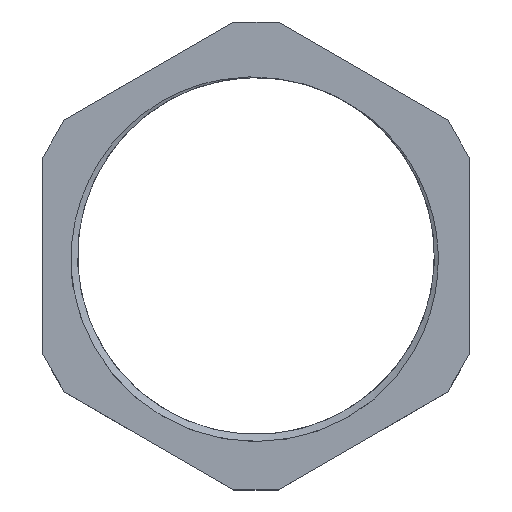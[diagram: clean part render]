
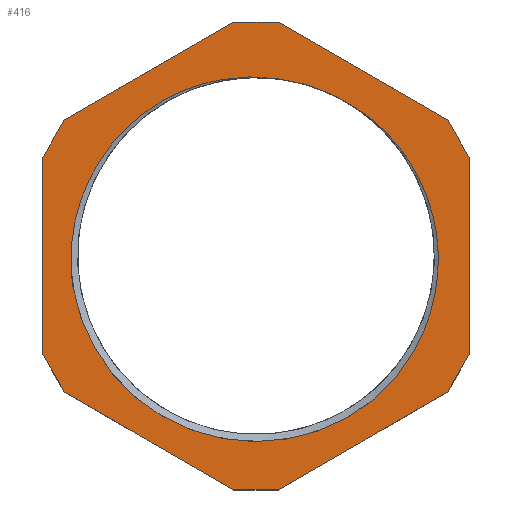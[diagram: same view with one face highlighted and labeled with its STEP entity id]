
A CAD part, top view. The second image highlights one B-rep face of the part: STEP entity #416.
In plain terms, the highlighted planar face has unit normal (0, 0, 1).
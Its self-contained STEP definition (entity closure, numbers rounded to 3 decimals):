
#16=FACE_BOUND('',#164,.T.);
#41=LINE('',#1277,#65);
#44=LINE('',#1291,#68);
#46=LINE('',#1299,#70);
#48=LINE('',#1311,#72);
#50=LINE('',#1319,#74);
#52=LINE('',#1331,#76);
#54=LINE('',#1339,#78);
#56=LINE('',#1352,#80);
#59=LINE('',#1365,#83);
#60=LINE('',#1372,#84);
#63=LINE('',#1385,#87);
#64=LINE('',#1390,#88);
#65=VECTOR('',#473,10.);
#68=VECTOR('',#478,10.);
#70=VECTOR('',#482,10.);
#72=VECTOR('',#486,10.);
#74=VECTOR('',#490,10.);
#76=VECTOR('',#494,10.);
#78=VECTOR('',#498,10.);
#80=VECTOR('',#502,10.);
#83=VECTOR('',#507,10.);
#84=VECTOR('',#510,10.);
#87=VECTOR('',#515,10.);
#88=VECTOR('',#518,10.);
#102=PLANE('',#456);
#104=CIRCLE('',#427,19.225);
#105=CIRCLE('',#429,19.986);
#138=FACE_OUTER_BOUND('',#163,.T.);
#163=EDGE_LOOP('',(#375,#376,#377,#378,#379,#380,#381,#382,#383,#384,#385,
#386));
#164=EDGE_LOOP('',(#387,#388,#389,#390));
#167=B_SPLINE_CURVE_WITH_KNOTS('',3,(#807,#808,#809,#810,#811,#812,#813,
#814,#815,#816,#817,#818,#819),.UNSPECIFIED.,.F.,.F.,(4,3,3,3,4),(-3.667,
-2.959,-1.983,-0.996,0.),.UNSPECIFIED.);
#172=B_SPLINE_CURVE_WITH_KNOTS('',3,(#1258,#1259,#1260,#1261,#1262,#1263,
#1264,#1265,#1266,#1267,#1268,#1269,#1270),.UNSPECIFIED.,.F.,.F.,(4,3,3,
3,4),(-3.665,-2.935,-1.947,-0.968,
0.),.UNSPECIFIED.);
#175=VERTEX_POINT('',#759);
#176=VERTEX_POINT('',#806);
#178=VERTEX_POINT('',#869);
#180=VERTEX_POINT('',#1127);
#181=VERTEX_POINT('',#1275);
#182=VERTEX_POINT('',#1276);
#186=VERTEX_POINT('',#1290);
#188=VERTEX_POINT('',#1298);
#191=VERTEX_POINT('',#1310);
#193=VERTEX_POINT('',#1318);
#196=VERTEX_POINT('',#1330);
#198=VERTEX_POINT('',#1338);
#201=VERTEX_POINT('',#1350);
#202=VERTEX_POINT('',#1351);
#206=VERTEX_POINT('',#1370);
#207=VERTEX_POINT('',#1371);
#213=EDGE_CURVE('',#175,#176,#167,.T.);
#217=EDGE_CURVE('',#178,#175,#104,.T.);
#220=EDGE_CURVE('',#180,#178,#172,.T.);
#221=EDGE_CURVE('',#180,#176,#105,.T.);
#223=EDGE_CURVE('',#181,#182,#41,.T.);
#228=EDGE_CURVE('',#182,#186,#44,.T.);
#231=EDGE_CURVE('',#186,#188,#46,.T.);
#235=EDGE_CURVE('',#188,#191,#48,.T.);
#238=EDGE_CURVE('',#191,#193,#50,.T.);
#242=EDGE_CURVE('',#193,#196,#52,.T.);
#245=EDGE_CURVE('',#196,#198,#54,.T.);
#249=EDGE_CURVE('',#201,#202,#56,.T.);
#254=EDGE_CURVE('',#202,#181,#59,.T.);
#256=EDGE_CURVE('',#206,#207,#60,.T.);
#261=EDGE_CURVE('',#198,#206,#63,.T.);
#263=EDGE_CURVE('',#207,#201,#64,.T.);
#375=ORIENTED_EDGE('',*,*,#261,.T.);
#376=ORIENTED_EDGE('',*,*,#256,.T.);
#377=ORIENTED_EDGE('',*,*,#263,.T.);
#378=ORIENTED_EDGE('',*,*,#249,.T.);
#379=ORIENTED_EDGE('',*,*,#254,.T.);
#380=ORIENTED_EDGE('',*,*,#223,.T.);
#381=ORIENTED_EDGE('',*,*,#228,.T.);
#382=ORIENTED_EDGE('',*,*,#231,.T.);
#383=ORIENTED_EDGE('',*,*,#235,.T.);
#384=ORIENTED_EDGE('',*,*,#238,.T.);
#385=ORIENTED_EDGE('',*,*,#242,.T.);
#386=ORIENTED_EDGE('',*,*,#245,.T.);
#387=ORIENTED_EDGE('',*,*,#221,.T.);
#388=ORIENTED_EDGE('',*,*,#213,.F.);
#389=ORIENTED_EDGE('',*,*,#217,.F.);
#390=ORIENTED_EDGE('',*,*,#220,.F.);
#416=ADVANCED_FACE('',(#138,#16),#102,.T.);
#427=AXIS2_PLACEMENT_3D('',#916,#463,#464);
#429=AXIS2_PLACEMENT_3D('',#1272,#467,#468);
#456=AXIS2_PLACEMENT_3D('',#1407,#545,#546);
#463=DIRECTION('center_axis',(0.,0.,1.));
#464=DIRECTION('ref_axis',(-1.,0.,0.));
#467=DIRECTION('center_axis',(0.,0.,-1.));
#468=DIRECTION('ref_axis',(-1.,0.,0.));
#473=DIRECTION('',(0.866,0.5,0.));
#478=DIRECTION('',(0.5,0.866,0.));
#482=DIRECTION('',(0.,1.,0.));
#486=DIRECTION('',(-0.5,0.866,0.));
#490=DIRECTION('',(-0.866,0.5,0.));
#494=DIRECTION('',(-1.,0.,0.));
#498=DIRECTION('',(-0.866,-0.5,0.));
#502=DIRECTION('',(0.866,-0.5,0.));
#507=DIRECTION('',(1.,0.,0.));
#510=DIRECTION('',(0.,-1.,0.));
#515=DIRECTION('',(-0.5,-0.866,0.));
#518=DIRECTION('',(0.5,-0.866,0.));
#545=DIRECTION('center_axis',(0.,0.,1.));
#546=DIRECTION('ref_axis',(1.,0.,0.));
#759=CARTESIAN_POINT('',(2.41,19.073,5.04));
#806=CARTESIAN_POINT('',(-19.706,-3.333,5.04));
#807=CARTESIAN_POINT('Ctrl Pts',(2.41,19.073,5.04));
#808=CARTESIAN_POINT('Ctrl Pts',(0.077,19.416,5.04));
#809=CARTESIAN_POINT('Ctrl Pts',(-2.305,19.332,5.04));
#810=CARTESIAN_POINT('Ctrl Pts',(-4.605,18.821,5.04));
#811=CARTESIAN_POINT('Ctrl Pts',(-7.776,18.115,5.04));
#812=CARTESIAN_POINT('Ctrl Pts',(-10.757,16.598,5.04));
#813=CARTESIAN_POINT('Ctrl Pts',(-13.194,14.467,5.04));
#814=CARTESIAN_POINT('Ctrl Pts',(-15.657,12.313,5.04));
#815=CARTESIAN_POINT('Ctrl Pts',(-17.573,9.52,5.04));
#816=CARTESIAN_POINT('Ctrl Pts',(-18.704,6.447,5.04));
#817=CARTESIAN_POINT('Ctrl Pts',(-19.846,3.343,5.04));
#818=CARTESIAN_POINT('Ctrl Pts',(-20.193,-0.048,
5.04));
#819=CARTESIAN_POINT('Ctrl Pts',(-19.706,-3.333,5.04));
#869=CARTESIAN_POINT('',(10.639,16.013,5.04));
#916=CARTESIAN_POINT('Origin',(0.,0.,5.04));
#1127=CARTESIAN_POINT('',(12.74,-15.399,5.04));
#1258=CARTESIAN_POINT('Ctrl Pts',(12.739,-15.4,5.04));
#1259=CARTESIAN_POINT('Ctrl Pts',(14.58,-13.809,5.04));
#1260=CARTESIAN_POINT('Ctrl Pts',(16.123,-11.895,5.04));
#1261=CARTESIAN_POINT('Ctrl Pts',(17.275,-9.754,5.04));
#1262=CARTESIAN_POINT('Ctrl Pts',(18.834,-6.855,5.04));
#1263=CARTESIAN_POINT('Ctrl Pts',(19.653,-3.565,5.04));
#1264=CARTESIAN_POINT('Ctrl Pts',(19.632,-0.286,5.04));
#1265=CARTESIAN_POINT('Ctrl Pts',(19.612,2.962,5.04));
#1266=CARTESIAN_POINT('Ctrl Pts',(18.766,6.215,5.04));
#1267=CARTESIAN_POINT('Ctrl Pts',(17.191,9.057,5.04));
#1268=CARTESIAN_POINT('Ctrl Pts',(15.633,11.869,5.04));
#1269=CARTESIAN_POINT('Ctrl Pts',(13.365,14.284,5.04));
#1270=CARTESIAN_POINT('Ctrl Pts',(10.639,16.013,5.04));
#1272=CARTESIAN_POINT('Origin',(0.,0.,5.04));
#1275=CARTESIAN_POINT('',(2.372,-25.189,5.04));
#1276=CARTESIAN_POINT('',(20.628,-14.649,5.04));
#1277=CARTESIAN_POINT('',(21.524,-14.131,5.04));
#1290=CARTESIAN_POINT('',(23.,-10.54,5.04));
#1291=CARTESIAN_POINT('',(22.407,-11.567,5.04));
#1298=CARTESIAN_POINT('',(23.,10.54,5.04));
#1299=CARTESIAN_POINT('',(23.,-1.035,5.04));
#1310=CARTESIAN_POINT('',(20.628,14.649,5.04));
#1311=CARTESIAN_POINT('',(26.681,4.164,5.04));
#1318=CARTESIAN_POINT('',(2.372,25.189,5.04));
#1319=CARTESIAN_POINT('',(17.857,16.248,5.04));
#1330=CARTESIAN_POINT('',(-2.372,25.189,5.04));
#1331=CARTESIAN_POINT('',(9.735,25.189,5.04));
#1338=CARTESIAN_POINT('',(-20.628,14.649,5.04));
#1339=CARTESIAN_POINT('',(-10.604,20.436,5.04));
#1350=CARTESIAN_POINT('',(-20.628,-14.649,5.04));
#1351=CARTESIAN_POINT('',(-2.372,-25.189,5.04));
#1352=CARTESIAN_POINT('',(3.985,-28.859,5.04));
#1365=CARTESIAN_POINT('',(12.107,-25.189,5.04));
#1370=CARTESIAN_POINT('',(-23.,10.54,5.04));
#1371=CARTESIAN_POINT('',(-23.,-10.54,5.04));
#1372=CARTESIAN_POINT('',(-23.,-11.575,5.04));
#1385=CARTESIAN_POINT('',(-22.407,11.567,5.04));
#1390=CARTESIAN_POINT('',(-15.761,-23.079,5.04));
#1407=CARTESIAN_POINT('Origin',(21.842,-12.61,5.04));
